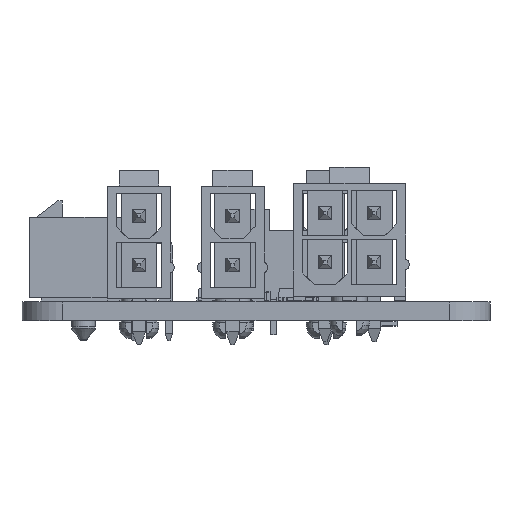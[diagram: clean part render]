
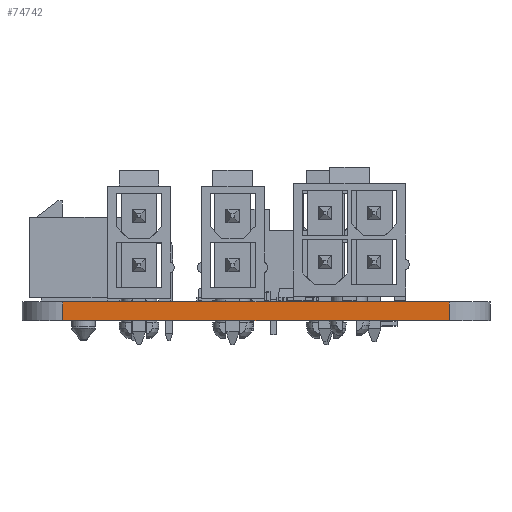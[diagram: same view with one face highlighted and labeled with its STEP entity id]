
A CAD part, left-side view. The second image highlights one B-rep face of the part: STEP entity #74742.
In plain terms, the highlighted planar face has unit normal (-1, 0, 0).
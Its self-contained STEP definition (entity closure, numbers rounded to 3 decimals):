
#71786 = PLANE('',#71787);
#71787 = AXIS2_PLACEMENT_3D('',#71788,#71789,#71790);
#71788 = CARTESIAN_POINT('',(60.,-40.,1.6));
#71789 = DIRECTION('',(0.,0.,1.));
#71790 = DIRECTION('',(1.,0.,0.));
#71814 = CYLINDRICAL_SURFACE('',#71815,3.5);
#71815 = AXIS2_PLACEMENT_3D('',#71816,#71817,#71818);
#71816 = CARTESIAN_POINT('',(23.5,-23.5,0.));
#71817 = DIRECTION('',(0.,0.,-1.));
#71818 = DIRECTION('',(1.,0.,0.));
#71840 = PLANE('',#71841);
#71841 = AXIS2_PLACEMENT_3D('',#71842,#71843,#71844);
#71842 = CARTESIAN_POINT('',(60.,-40.,0.));
#71843 = DIRECTION('',(0.,0.,1.));
#71844 = DIRECTION('',(1.,0.,0.));
#71935 = VERTEX_POINT('',#71936);
#71936 = CARTESIAN_POINT('',(20.,-23.5,1.6));
#71958 = EDGE_CURVE('',#71959,#71935,#71961,.T.);
#71959 = VERTEX_POINT('',#71960);
#71960 = CARTESIAN_POINT('',(20.,-23.5,0.));
#71961 = SURFACE_CURVE('',#71962,(#71966,#71973),.PCURVE_S1.);
#71962 = LINE('',#71963,#71964);
#71963 = CARTESIAN_POINT('',(20.,-23.5,0.));
#71964 = VECTOR('',#71965,1.);
#71965 = DIRECTION('',(0.,0.,1.));
#71966 = PCURVE('',#71814,#71967);
#71967 = DEFINITIONAL_REPRESENTATION('',(#71968),#71972);
#71968 = LINE('',#71969,#71970);
#71969 = CARTESIAN_POINT('',(-3.142,0.));
#71970 = VECTOR('',#71971,1.);
#71971 = DIRECTION('',(0.,-1.));
#71972 = ( GEOMETRIC_REPRESENTATION_CONTEXT(2) 
PARAMETRIC_REPRESENTATION_CONTEXT() REPRESENTATION_CONTEXT('2D SPACE',''
  ) );
#71973 = PCURVE('',#71974,#71979);
#71974 = PLANE('',#71975);
#71975 = AXIS2_PLACEMENT_3D('',#71976,#71977,#71978);
#71976 = CARTESIAN_POINT('',(20.,-23.5,0.));
#71977 = DIRECTION('',(1.,0.,0.));
#71978 = DIRECTION('',(0.,-1.,0.));
#71979 = DEFINITIONAL_REPRESENTATION('',(#71980),#71984);
#71980 = LINE('',#71981,#71982);
#71981 = CARTESIAN_POINT('',(0.,0.));
#71982 = VECTOR('',#71983,1.);
#71983 = DIRECTION('',(0.,-1.));
#71984 = ( GEOMETRIC_REPRESENTATION_CONTEXT(2) 
PARAMETRIC_REPRESENTATION_CONTEXT() REPRESENTATION_CONTEXT('2D SPACE',''
  ) );
#72013 = EDGE_CURVE('',#71959,#72014,#72016,.T.);
#72014 = VERTEX_POINT('',#72015);
#72015 = CARTESIAN_POINT('',(20.,-56.5,0.));
#72016 = SURFACE_CURVE('',#72017,(#72021,#72028),.PCURVE_S1.);
#72017 = LINE('',#72018,#72019);
#72018 = CARTESIAN_POINT('',(20.,-23.5,0.));
#72019 = VECTOR('',#72020,1.);
#72020 = DIRECTION('',(0.,-1.,0.));
#72021 = PCURVE('',#71840,#72022);
#72022 = DEFINITIONAL_REPRESENTATION('',(#72023),#72027);
#72023 = LINE('',#72024,#72025);
#72024 = CARTESIAN_POINT('',(-40.,16.5));
#72025 = VECTOR('',#72026,1.);
#72026 = DIRECTION('',(0.,-1.));
#72027 = ( GEOMETRIC_REPRESENTATION_CONTEXT(2) 
PARAMETRIC_REPRESENTATION_CONTEXT() REPRESENTATION_CONTEXT('2D SPACE',''
  ) );
#72028 = PCURVE('',#71974,#72029);
#72029 = DEFINITIONAL_REPRESENTATION('',(#72030),#72034);
#72030 = LINE('',#72031,#72032);
#72031 = CARTESIAN_POINT('',(0.,0.));
#72032 = VECTOR('',#72033,1.);
#72033 = DIRECTION('',(1.,0.));
#72034 = ( GEOMETRIC_REPRESENTATION_CONTEXT(2) 
PARAMETRIC_REPRESENTATION_CONTEXT() REPRESENTATION_CONTEXT('2D SPACE',''
  ) );
#72053 = CYLINDRICAL_SURFACE('',#72054,3.5);
#72054 = AXIS2_PLACEMENT_3D('',#72055,#72056,#72057);
#72055 = CARTESIAN_POINT('',(23.5,-56.5,0.));
#72056 = DIRECTION('',(0.,0.,-1.));
#72057 = DIRECTION('',(1.,0.,0.));
#73482 = EDGE_CURVE('',#71935,#73483,#73485,.T.);
#73483 = VERTEX_POINT('',#73484);
#73484 = CARTESIAN_POINT('',(20.,-56.5,1.6));
#73485 = SURFACE_CURVE('',#73486,(#73490,#73497),.PCURVE_S1.);
#73486 = LINE('',#73487,#73488);
#73487 = CARTESIAN_POINT('',(20.,-23.5,1.6));
#73488 = VECTOR('',#73489,1.);
#73489 = DIRECTION('',(0.,-1.,0.));
#73490 = PCURVE('',#71786,#73491);
#73491 = DEFINITIONAL_REPRESENTATION('',(#73492),#73496);
#73492 = LINE('',#73493,#73494);
#73493 = CARTESIAN_POINT('',(-40.,16.5));
#73494 = VECTOR('',#73495,1.);
#73495 = DIRECTION('',(0.,-1.));
#73496 = ( GEOMETRIC_REPRESENTATION_CONTEXT(2) 
PARAMETRIC_REPRESENTATION_CONTEXT() REPRESENTATION_CONTEXT('2D SPACE',''
  ) );
#73497 = PCURVE('',#71974,#73498);
#73498 = DEFINITIONAL_REPRESENTATION('',(#73499),#73503);
#73499 = LINE('',#73500,#73501);
#73500 = CARTESIAN_POINT('',(0.,-1.6));
#73501 = VECTOR('',#73502,1.);
#73502 = DIRECTION('',(1.,0.));
#73503 = ( GEOMETRIC_REPRESENTATION_CONTEXT(2) 
PARAMETRIC_REPRESENTATION_CONTEXT() REPRESENTATION_CONTEXT('2D SPACE',''
  ) );
#74742 = ADVANCED_FACE('',(#74743),#71974,.F.);
#74743 = FACE_BOUND('',#74744,.F.);
#74744 = EDGE_LOOP('',(#74745,#74746,#74747,#74768));
#74745 = ORIENTED_EDGE('',*,*,#71958,.T.);
#74746 = ORIENTED_EDGE('',*,*,#73482,.T.);
#74747 = ORIENTED_EDGE('',*,*,#74748,.F.);
#74748 = EDGE_CURVE('',#72014,#73483,#74749,.T.);
#74749 = SURFACE_CURVE('',#74750,(#74754,#74761),.PCURVE_S1.);
#74750 = LINE('',#74751,#74752);
#74751 = CARTESIAN_POINT('',(20.,-56.5,0.));
#74752 = VECTOR('',#74753,1.);
#74753 = DIRECTION('',(0.,0.,1.));
#74754 = PCURVE('',#71974,#74755);
#74755 = DEFINITIONAL_REPRESENTATION('',(#74756),#74760);
#74756 = LINE('',#74757,#74758);
#74757 = CARTESIAN_POINT('',(33.,0.));
#74758 = VECTOR('',#74759,1.);
#74759 = DIRECTION('',(0.,-1.));
#74760 = ( GEOMETRIC_REPRESENTATION_CONTEXT(2) 
PARAMETRIC_REPRESENTATION_CONTEXT() REPRESENTATION_CONTEXT('2D SPACE',''
  ) );
#74761 = PCURVE('',#72053,#74762);
#74762 = DEFINITIONAL_REPRESENTATION('',(#74763),#74767);
#74763 = LINE('',#74764,#74765);
#74764 = CARTESIAN_POINT('',(-3.142,0.));
#74765 = VECTOR('',#74766,1.);
#74766 = DIRECTION('',(0.,-1.));
#74767 = ( GEOMETRIC_REPRESENTATION_CONTEXT(2) 
PARAMETRIC_REPRESENTATION_CONTEXT() REPRESENTATION_CONTEXT('2D SPACE',''
  ) );
#74768 = ORIENTED_EDGE('',*,*,#72013,.F.);
